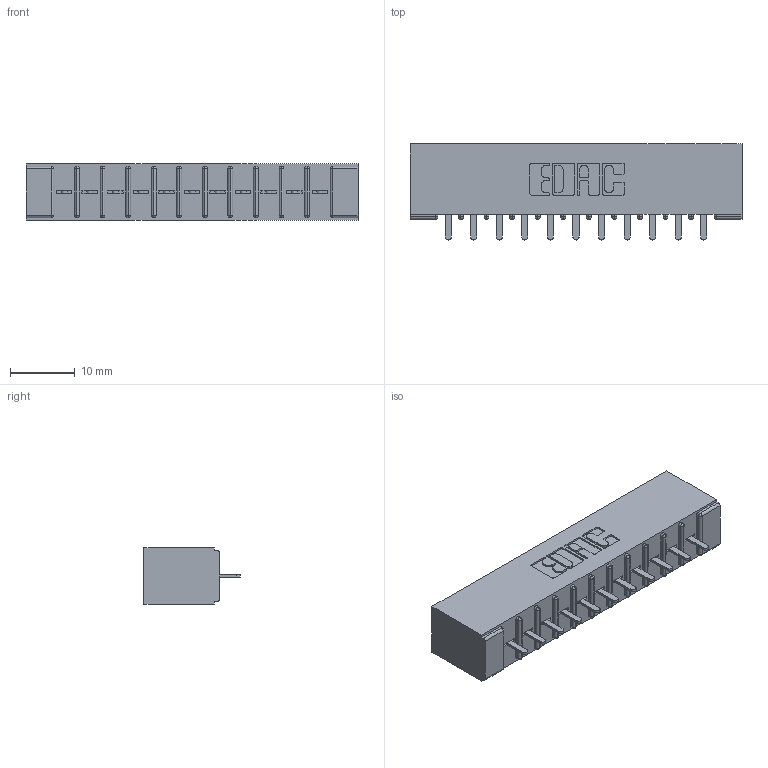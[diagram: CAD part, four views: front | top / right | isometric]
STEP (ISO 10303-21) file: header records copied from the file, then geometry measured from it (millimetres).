
FILE_DESCRIPTION (( 'STEP AP203' ), '1' );
FILE_NAME ('316-011-421-101.STEP', '2020-09-22T15:47:45', ( '' ), ( '' ), 'SwSTEP 2.0', 'SolidWorks 2020', '' );
FILE_SCHEMA (( 'CONFIG_CONTROL_DESIGN' ));
Length unit declared in the file: inch
Products named in the file (3): 306-290-001_121; 316-011-421-101; 306 Part_No Mounting
Assembly tree (12 placements, depth 2):
  316-011-421-101
    306 Part_No Mounting
    306-290-001_121  x11
Bounding box: 51.46 x 14.88 x 8.71 mm (x, y, z)
Volume: 3737.4 mm3; surface area: 5352 mm2
Topology: 12 solids, 12 shells, 878 faces, 2459 edges, 1578 vertices
Faces by surface type: plane 581, cylinder 253, sphere 44
Entity records: 13952 total; most frequent: CARTESIAN_POINT 2336, ORIENTED_EDGE 2310, DIRECTION 2307, EDGE_CURVE 1155, VECTOR 889, LINE 889, VERTEX_POINT 738, AXIS2_PLACEMENT_3D 709
